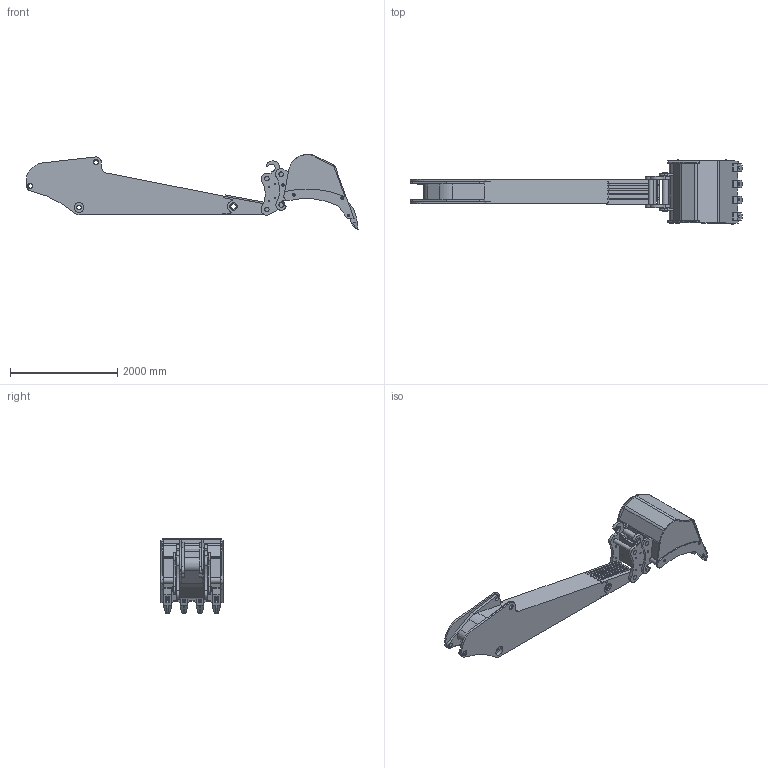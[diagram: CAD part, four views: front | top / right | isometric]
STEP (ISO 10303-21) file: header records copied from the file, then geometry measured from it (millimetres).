
FILE_DESCRIPTION(/* description */ ('','CAx-IF Rec.Pracs.---Representation and Presentation of Product Manufacturing Information (PMI)---4.0---2014-10-13'),/* implementation_level */ '2;1');
FILE_NAME(/* name */ 'BigBoom.step',/* time_stamp */ '2025-02-14T13:58:21+02:00',/* author */ (''),/* organization */ (''),/* preprocessor_version */ 'ST-DEVELOPER v20',/* originating_system */ 'Autodesk Translation Framework v13.20.0.188',/* authorisation */ '');
FILE_SCHEMA (('AP242_MANAGED_MODEL_BASED_3D_ENGINEERING_MIM_LF { 1 0 10303 442 1 1 4 }'));
Length unit declared in the file: millimetre
Products named in the file (4): (Unsaved); tiltboom14x; toolbody14x; scoop14x
Assembly tree (3 placements, depth 2):
  (Unsaved)
    tiltboom14x
    toolbody14x
    scoop14x
Bounding box: 6182.92 x 1191.4 x 1395.01 mm (x, y, z)
Volume: 1031704198.3 mm3; surface area: 27285866.4 mm2
Topology: 3 solids, 5 shells, 612 faces, 1500 edges, 966 vertices
Faces by surface type: plane 404, cylinder 144, cone 58, sphere 6
Full cylindrical faces by diameter (mm): 28 x19, 35 x4, 42 x2, 49 x6, 53.2 x4, 84 x18, 98 x6, 112 x1, 140 x4, 182 x2
Entity records: 18193 total; most frequent: CARTESIAN_POINT 3213, DIRECTION 3056, ORIENTED_EDGE 3000, EDGE_CURVE 1500, LINE 1054, VECTOR 1054, AXIS2_PLACEMENT_3D 1001, VERTEX_POINT 966
